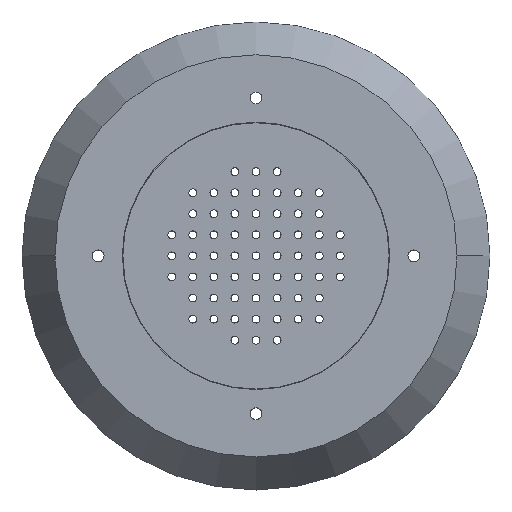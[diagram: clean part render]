
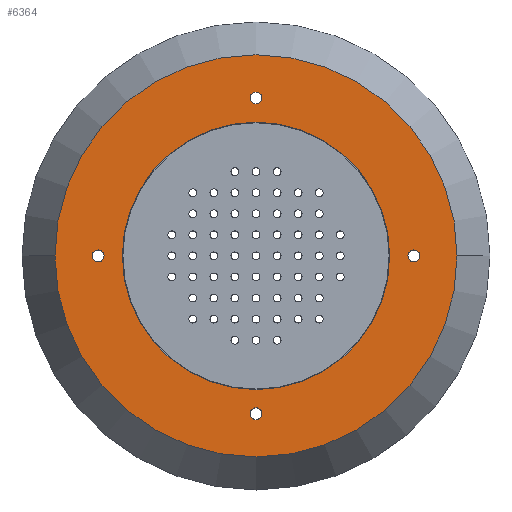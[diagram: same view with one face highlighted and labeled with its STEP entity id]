
A CAD part, top view. The second image highlights one B-rep face of the part: STEP entity #6364.
In plain terms, the highlighted planar face has unit normal (0, 0, 1).
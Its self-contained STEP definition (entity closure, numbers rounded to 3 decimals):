
#61 = VERTEX_POINT ( 'NONE', #5404 ) ;
#90 = EDGE_LOOP ( 'NONE', ( #620, #4224 ) ) ;
#138 = ORIENTED_EDGE ( 'NONE', *, *, #3557, .F. ) ;
#226 = CIRCLE ( 'NONE', #6996, 38.201 ) ;
#248 = DIRECTION ( 'NONE',  ( 0., 0., -1. ) ) ;
#270 = EDGE_LOOP ( 'NONE', ( #4919, #1390 ) ) ;
#324 = CARTESIAN_POINT ( 'NONE',  ( -30., 0., 9.65 ) ) ;
#438 = CARTESIAN_POINT ( 'NONE',  ( 31.13, 0., 9.65 ) ) ;
#471 = CARTESIAN_POINT ( 'NONE',  ( 0., 0., 9.65 ) ) ;
#483 = CARTESIAN_POINT ( 'NONE',  ( -28.87, 0., 9.65 ) ) ;
#620 = ORIENTED_EDGE ( 'NONE', *, *, #1056, .T. ) ;
#648 = CARTESIAN_POINT ( 'NONE',  ( 0., 0., 9.65 ) ) ;
#665 = FACE_OUTER_BOUND ( 'NONE', #7849, .T. ) ;
#704 = DIRECTION ( 'NONE',  ( 0., 0., -1. ) ) ;
#754 = VERTEX_POINT ( 'NONE', #483 ) ;
#827 = DIRECTION ( 'NONE',  ( -1., 0., 0. ) ) ;
#858 = DIRECTION ( 'NONE',  ( 0., 0., -1. ) ) ;
#859 = DIRECTION ( 'NONE',  ( 0., 0., 1. ) ) ;
#936 = CIRCLE ( 'NONE', #2507, 25.4 ) ;
#949 = DIRECTION ( 'NONE',  ( 0., 0., 1. ) ) ;
#952 = DIRECTION ( 'NONE',  ( 1., 0., 0. ) ) ;
#1056 = EDGE_CURVE ( 'NONE', #3396, #754, #3658, .T. ) ;
#1098 = FACE_BOUND ( 'NONE', #6993, .T. ) ;
#1145 = ORIENTED_EDGE ( 'NONE', *, *, #6593, .T. ) ;
#1210 = AXIS2_PLACEMENT_3D ( 'NONE', #324, #2241, #3560 ) ;
#1371 = EDGE_CURVE ( 'NONE', #2772, #7458, #2434, .T. ) ;
#1390 = ORIENTED_EDGE ( 'NONE', *, *, #5676, .T. ) ;
#1423 = AXIS2_PLACEMENT_3D ( 'NONE', #3311, #2704, #2102 ) ;
#1525 = VERTEX_POINT ( 'NONE', #2796 ) ;
#1532 = DIRECTION ( 'NONE',  ( 0., 0., 1. ) ) ;
#1537 = CARTESIAN_POINT ( 'NONE',  ( 1.13, 30., 9.65 ) ) ;
#1562 = EDGE_CURVE ( 'NONE', #61, #4491, #936, .T. ) ;
#1579 = DIRECTION ( 'NONE',  ( -1., 0., 0. ) ) ;
#1605 = VERTEX_POINT ( 'NONE', #438 ) ;
#1713 = CIRCLE ( 'NONE', #6763, 1.13 ) ;
#1847 = VERTEX_POINT ( 'NONE', #4182 ) ;
#1941 = DIRECTION ( 'NONE',  ( 1., 0., 0. ) ) ;
#1950 = VERTEX_POINT ( 'NONE', #2003 ) ;
#2003 = CARTESIAN_POINT ( 'NONE',  ( 1.13, -30., 9.65 ) ) ;
#2071 = CARTESIAN_POINT ( 'NONE',  ( -1.13, -30., 9.65 ) ) ;
#2091 = CIRCLE ( 'NONE', #7012, 1.13 ) ;
#2102 = DIRECTION ( 'NONE',  ( -1., 0., 0. ) ) ;
#2241 = DIRECTION ( 'NONE',  ( 0., 0., -1. ) ) ;
#2296 = CARTESIAN_POINT ( 'NONE',  ( -30., 0., 9.65 ) ) ;
#2387 = CIRCLE ( 'NONE', #5177, 1.13 ) ;
#2434 = CIRCLE ( 'NONE', #7840, 1.13 ) ;
#2455 = ORIENTED_EDGE ( 'NONE', *, *, #6018, .T. ) ;
#2465 = CIRCLE ( 'NONE', #5756, 38.201 ) ;
#2507 = AXIS2_PLACEMENT_3D ( 'NONE', #6327, #859, #952 ) ;
#2565 = DIRECTION ( 'NONE',  ( 0., 0., 1. ) ) ;
#2627 = ORIENTED_EDGE ( 'NONE', *, *, #4475, .T. ) ;
#2632 = VERTEX_POINT ( 'NONE', #6512 ) ;
#2704 = DIRECTION ( 'NONE',  ( 0., 0., -1. ) ) ;
#2724 = EDGE_CURVE ( 'NONE', #1605, #1847, #1713, .T. ) ;
#2754 = CARTESIAN_POINT ( 'NONE',  ( -25.4, 0., 9.65 ) ) ;
#2772 = VERTEX_POINT ( 'NONE', #2969 ) ;
#2796 = CARTESIAN_POINT ( 'NONE',  ( -38.201, 0., 9.65 ) ) ;
#2838 = DIRECTION ( 'NONE',  ( 0., 0., -1. ) ) ;
#2869 = CARTESIAN_POINT ( 'NONE',  ( 30., 0., 9.65 ) ) ;
#2918 = EDGE_LOOP ( 'NONE', ( #5919, #7437 ) ) ;
#2969 = CARTESIAN_POINT ( 'NONE',  ( -1.13, 30., 9.65 ) ) ;
#2975 = FACE_BOUND ( 'NONE', #90, .T. ) ;
#3016 = DIRECTION ( 'NONE',  ( 0., 0., -1. ) ) ;
#3067 = ORIENTED_EDGE ( 'NONE', *, *, #1562, .F. ) ;
#3170 = FACE_BOUND ( 'NONE', #270, .T. ) ;
#3311 = CARTESIAN_POINT ( 'NONE',  ( 0., 30., 9.65 ) ) ;
#3354 = CARTESIAN_POINT ( 'NONE',  ( 0., 30., 9.65 ) ) ;
#3396 = VERTEX_POINT ( 'NONE', #5377 ) ;
#3463 = CARTESIAN_POINT ( 'NONE',  ( 0., 0., 9.65 ) ) ;
#3557 = EDGE_CURVE ( 'NONE', #4491, #61, #6726, .T. ) ;
#3560 = DIRECTION ( 'NONE',  ( -1., 0., 0. ) ) ;
#3594 = ORIENTED_EDGE ( 'NONE', *, *, #2724, .T. ) ;
#3605 = CIRCLE ( 'NONE', #4627, 1.13 ) ;
#3606 = DIRECTION ( 'NONE',  ( -1., 0., 0. ) ) ;
#3658 = CIRCLE ( 'NONE', #1210, 1.13 ) ;
#3861 = CIRCLE ( 'NONE', #1423, 1.13 ) ;
#3952 = CARTESIAN_POINT ( 'NONE',  ( 0., -30., 9.65 ) ) ;
#4182 = CARTESIAN_POINT ( 'NONE',  ( 28.87, 0., 9.65 ) ) ;
#4184 = EDGE_CURVE ( 'NONE', #6974, #1950, #3605, .T. ) ;
#4224 = ORIENTED_EDGE ( 'NONE', *, *, #6476, .T. ) ;
#4475 = EDGE_CURVE ( 'NONE', #1525, #2632, #2465, .T. ) ;
#4491 = VERTEX_POINT ( 'NONE', #2754 ) ;
#4540 = EDGE_CURVE ( 'NONE', #7458, #2772, #3861, .T. ) ;
#4627 = AXIS2_PLACEMENT_3D ( 'NONE', #3952, #6303, #1579 ) ;
#4674 = DIRECTION ( 'NONE',  ( -1., 0., 0. ) ) ;
#4876 = AXIS2_PLACEMENT_3D ( 'NONE', #648, #4980, #1941 ) ;
#4917 = EDGE_LOOP ( 'NONE', ( #1145, #3594 ) ) ;
#4919 = ORIENTED_EDGE ( 'NONE', *, *, #4184, .T. ) ;
#4980 = DIRECTION ( 'NONE',  ( 0., 0., 1. ) ) ;
#5030 = DIRECTION ( 'NONE',  ( -1., 0., 0. ) ) ;
#5141 = CIRCLE ( 'NONE', #5650, 1.13 ) ;
#5167 = DIRECTION ( 'NONE',  ( 1., 0., 0. ) ) ;
#5177 = AXIS2_PLACEMENT_3D ( 'NONE', #5222, #2838, #4674 ) ;
#5222 = CARTESIAN_POINT ( 'NONE',  ( 0., -30., 9.65 ) ) ;
#5377 = CARTESIAN_POINT ( 'NONE',  ( -31.13, 0., 9.65 ) ) ;
#5402 = FACE_BOUND ( 'NONE', #2918, .T. ) ;
#5404 = CARTESIAN_POINT ( 'NONE',  ( 25.4, 0., 9.65 ) ) ;
#5481 = CARTESIAN_POINT ( 'NONE',  ( 30., 0., 9.65 ) ) ;
#5650 = AXIS2_PLACEMENT_3D ( 'NONE', #2869, #858, #827 ) ;
#5676 = EDGE_CURVE ( 'NONE', #1950, #6974, #2387, .T. ) ;
#5756 = AXIS2_PLACEMENT_3D ( 'NONE', #3463, #1532, #6410 ) ;
#5913 = DIRECTION ( 'NONE',  ( -1., 0., 0. ) ) ;
#5919 = ORIENTED_EDGE ( 'NONE', *, *, #1371, .T. ) ;
#5971 = PLANE ( 'NONE',  #7137 ) ;
#6018 = EDGE_CURVE ( 'NONE', #2632, #1525, #226, .T. ) ;
#6303 = DIRECTION ( 'NONE',  ( 0., 0., -1. ) ) ;
#6327 = CARTESIAN_POINT ( 'NONE',  ( 0., 0., 9.65 ) ) ;
#6364 = ADVANCED_FACE ( 'NONE', ( #665, #2975, #5402, #6564, #3170, #1098 ), #5971, .T. ) ;
#6409 = CARTESIAN_POINT ( 'NONE',  ( 0., 0., 9.65 ) ) ;
#6410 = DIRECTION ( 'NONE',  ( 1., 0., 0. ) ) ;
#6476 = EDGE_CURVE ( 'NONE', #754, #3396, #2091, .T. ) ;
#6512 = CARTESIAN_POINT ( 'NONE',  ( 38.201, 0., 9.65 ) ) ;
#6564 = FACE_BOUND ( 'NONE', #4917, .T. ) ;
#6593 = EDGE_CURVE ( 'NONE', #1847, #1605, #5141, .T. ) ;
#6726 = CIRCLE ( 'NONE', #4876, 25.4 ) ;
#6737 = DIRECTION ( 'NONE',  ( 1., 0., 0. ) ) ;
#6763 = AXIS2_PLACEMENT_3D ( 'NONE', #5481, #3016, #3606 ) ;
#6974 = VERTEX_POINT ( 'NONE', #2071 ) ;
#6993 = EDGE_LOOP ( 'NONE', ( #138, #3067 ) ) ;
#6996 = AXIS2_PLACEMENT_3D ( 'NONE', #6409, #949, #5167 ) ;
#7012 = AXIS2_PLACEMENT_3D ( 'NONE', #2296, #704, #5030 ) ;
#7137 = AXIS2_PLACEMENT_3D ( 'NONE', #471, #2565, #6737 ) ;
#7437 = ORIENTED_EDGE ( 'NONE', *, *, #4540, .T. ) ;
#7458 = VERTEX_POINT ( 'NONE', #1537 ) ;
#7840 = AXIS2_PLACEMENT_3D ( 'NONE', #3354, #248, #5913 ) ;
#7849 = EDGE_LOOP ( 'NONE', ( #2627, #2455 ) ) ;
